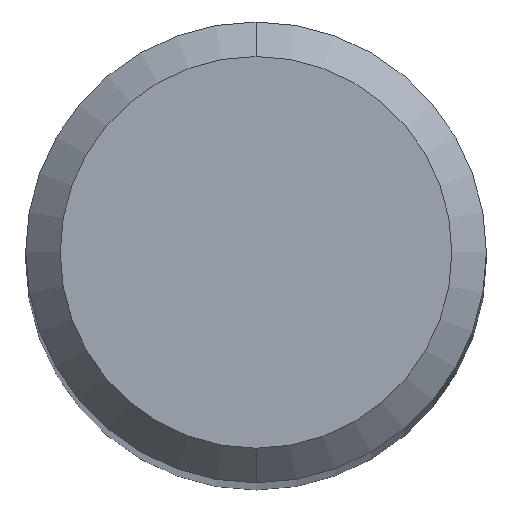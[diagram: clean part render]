
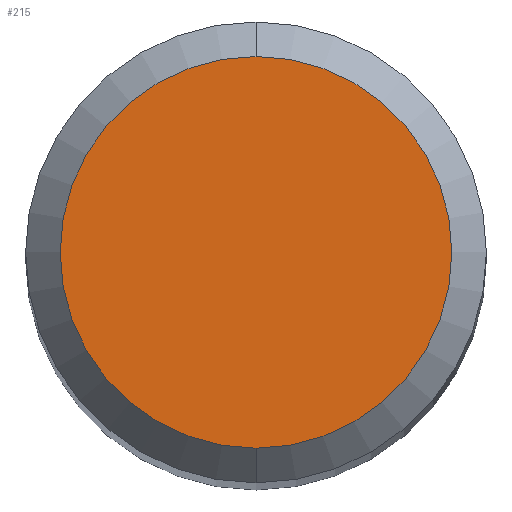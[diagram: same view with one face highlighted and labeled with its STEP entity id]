
A CAD part, top view. The second image highlights one B-rep face of the part: STEP entity #215.
In plain terms, the highlighted planar face has unit normal (0, 0, 1).
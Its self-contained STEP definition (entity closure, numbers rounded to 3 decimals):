
#215=ADVANCED_FACE('',(#525),#526,.T.);
#241=VERTEX_POINT('',#554);
#267=EDGE_CURVE('',#281,#241,#581,.T.);
#271=EDGE_CURVE('',#241,#281,#585,.T.);
#281=VERTEX_POINT('',#596);
#525=FACE_OUTER_BOUND('',#884,.T.);
#526=PLANE('',#885);
#554=CARTESIAN_POINT('',(0.,-1.7,0.0));
#581=CIRCLE('',#1021,1.7);
#585=CIRCLE('',#1026,1.7);
#596=CARTESIAN_POINT('',(0.0,1.7,0.0));
#884=EDGE_LOOP('',(#1495,#1496));
#885=AXIS2_PLACEMENT_3D('',#1497,#1498,#1499);
#1021=AXIS2_PLACEMENT_3D('',#1546,#1547,#1548);
#1026=AXIS2_PLACEMENT_3D('',#1549,#1550,#1551);
#1495=ORIENTED_EDGE('',*,*,#267,.F.);
#1496=ORIENTED_EDGE('',*,*,#271,.F.);
#1497=CARTESIAN_POINT('',(0.0,0.85,0.0));
#1498=DIRECTION('',(-0.0,0.0,1.0));
#1499=DIRECTION('',(0.0,-1.0,0.0));
#1546=CARTESIAN_POINT('',(0.0,0.0,0.0));
#1547=DIRECTION('',(0.0,0.0,-1.0));
#1548=DIRECTION('',(0.0,1.0,0.0));
#1549=CARTESIAN_POINT('',(0.0,0.0,0.0));
#1550=DIRECTION('',(0.0,0.0,-1.0));
#1551=DIRECTION('',(0.0,1.0,0.0));
